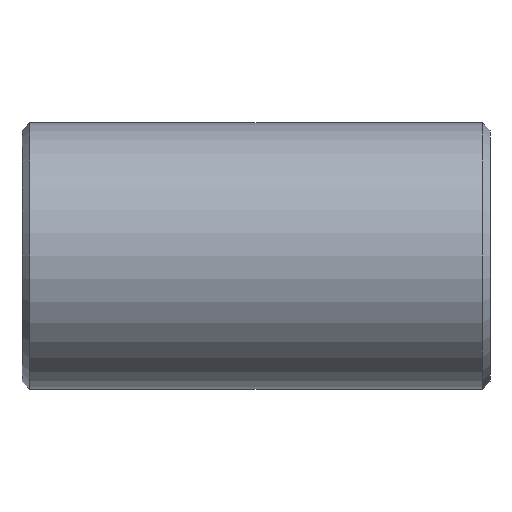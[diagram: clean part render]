
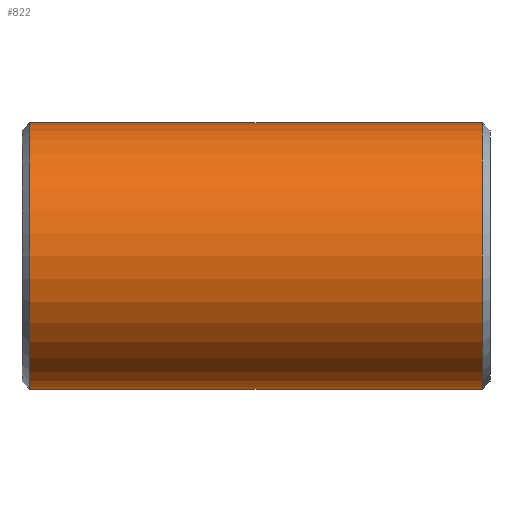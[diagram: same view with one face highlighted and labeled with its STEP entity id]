
A CAD part, front view. The second image highlights one B-rep face of the part: STEP entity #822.
In plain terms, the highlighted cylindrical face has radius 70.65 mm (diameter 141.3 mm), a partial arc.
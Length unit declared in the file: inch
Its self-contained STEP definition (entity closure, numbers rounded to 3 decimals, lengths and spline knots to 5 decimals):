
#25 = VECTOR ( 'NONE', #381, 39.37008 ) ;
#89 = DIRECTION ( 'NONE',  ( 0., 0., 1. ) ) ;
#152 = VERTEX_POINT ( 'NONE', #529 ) ;
#158 = AXIS2_PLACEMENT_3D ( 'NONE', #654, #740, #220 ) ;
#183 = DIRECTION ( 'NONE',  ( 0., 0., 1. ) ) ;
#220 = DIRECTION ( 'NONE',  ( 0., 0., -1. ) ) ;
#242 = FACE_OUTER_BOUND ( 'NONE', #466, .T. ) ;
#245 = VECTOR ( 'NONE', #296, 39.37008 ) ;
#265 = AXIS2_PLACEMENT_3D ( 'NONE', #594, #473, #89 ) ;
#296 = DIRECTION ( 'NONE',  ( -1., 0., 0. ) ) ;
#307 = EDGE_CURVE ( 'NONE', #614, #550, #625, .T. ) ;
#356 = ORIENTED_EDGE ( 'NONE', *, *, #307, .T. ) ;
#365 = CARTESIAN_POINT ( 'NONE',  ( 4.88, 0., 0. ) ) ;
#381 = DIRECTION ( 'NONE',  ( -1., 0., 0. ) ) ;
#383 = EDGE_CURVE ( 'NONE', #670, #152, #410, .T. ) ;
#393 = CARTESIAN_POINT ( 'NONE',  ( 4.71333, 0., -2.7815 ) ) ;
#410 = CIRCLE ( 'NONE', #265, 2.7815 ) ;
#418 = ORIENTED_EDGE ( 'NONE', *, *, #715, .F. ) ;
#466 = EDGE_LOOP ( 'NONE', ( #418, #356, #741, #738 ) ) ;
#473 = DIRECTION ( 'NONE',  ( 1., 0., 0. ) ) ;
#475 = CARTESIAN_POINT ( 'NONE',  ( 4.88, 0., -2.7815 ) ) ;
#493 = LINE ( 'NONE', #475, #25 ) ;
#519 = CARTESIAN_POINT ( 'NONE',  ( -4.71333, 0., 2.7815 ) ) ;
#527 = LINE ( 'NONE', #546, #245 ) ;
#528 = EDGE_CURVE ( 'NONE', #550, #670, #527, .T. ) ;
#529 = CARTESIAN_POINT ( 'NONE',  ( -4.71333, 0., -2.7815 ) ) ;
#546 = CARTESIAN_POINT ( 'NONE',  ( 4.88, 0., 2.7815 ) ) ;
#550 = VERTEX_POINT ( 'NONE', #639 ) ;
#594 = CARTESIAN_POINT ( 'NONE',  ( -4.71333, 0., 0. ) ) ;
#614 = VERTEX_POINT ( 'NONE', #393 ) ;
#616 = DIRECTION ( 'NONE',  ( -1., 0., 0. ) ) ;
#625 = CIRCLE ( 'NONE', #158, 2.7815 ) ;
#639 = CARTESIAN_POINT ( 'NONE',  ( 4.71333, 0., 2.7815 ) ) ;
#654 = CARTESIAN_POINT ( 'NONE',  ( 4.71333, 0., 0. ) ) ;
#670 = VERTEX_POINT ( 'NONE', #519 ) ;
#715 = EDGE_CURVE ( 'NONE', #614, #152, #493, .T. ) ;
#717 = AXIS2_PLACEMENT_3D ( 'NONE', #365, #616, #183 ) ;
#738 = ORIENTED_EDGE ( 'NONE', *, *, #383, .T. ) ;
#740 = DIRECTION ( 'NONE',  ( -1., 0., 0. ) ) ;
#741 = ORIENTED_EDGE ( 'NONE', *, *, #528, .T. ) ;
#818 = CYLINDRICAL_SURFACE ( 'NONE', #717, 2.7815 ) ;
#822 = ADVANCED_FACE ( 'NONE', ( #242 ), #818, .T. ) ;
